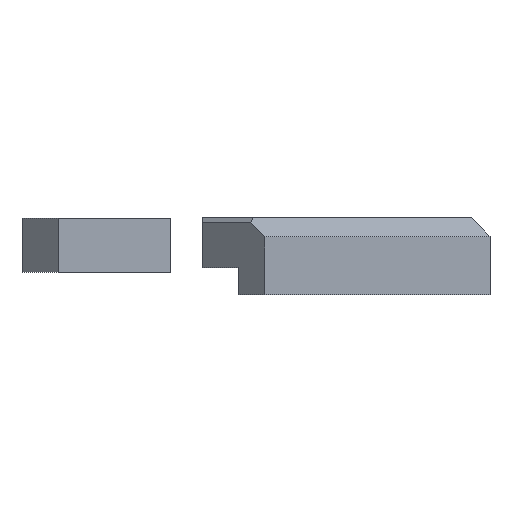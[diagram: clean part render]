
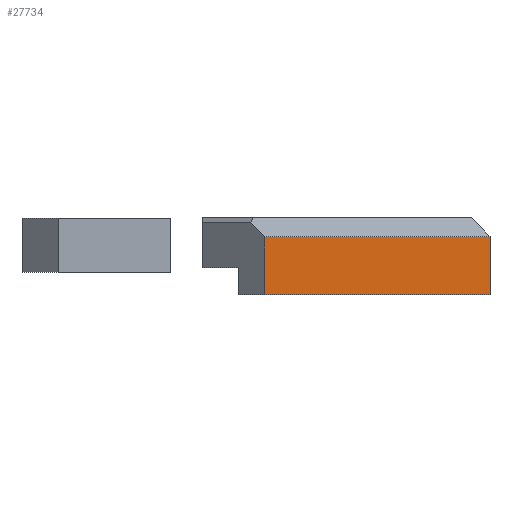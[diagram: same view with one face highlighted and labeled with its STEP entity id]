
A CAD part, left-side view. The second image highlights one B-rep face of the part: STEP entity #27734.
In plain terms, the highlighted planar face has unit normal (-1, 0, 0).
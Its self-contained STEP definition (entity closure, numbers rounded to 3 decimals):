
#27734 = ADVANCED_FACE('',(#27735),#27769,.F.);
#27735 = FACE_BOUND('',#27736,.F.);
#27736 = EDGE_LOOP('',(#27737,#27747,#27755,#27763));
#27737 = ORIENTED_EDGE('',*,*,#27738,.F.);
#27738 = EDGE_CURVE('',#27739,#27741,#27743,.T.);
#27739 = VERTEX_POINT('',#27740);
#27740 = CARTESIAN_POINT('',(-18.,0.,0.));
#27741 = VERTEX_POINT('',#27742);
#27742 = CARTESIAN_POINT('',(-18.,0.,6.429));
#27743 = LINE('',#27744,#27745);
#27744 = CARTESIAN_POINT('',(-18.,0.,0.));
#27745 = VECTOR('',#27746,1.);
#27746 = DIRECTION('',(0.,0.,1.));
#27747 = ORIENTED_EDGE('',*,*,#27748,.T.);
#27748 = EDGE_CURVE('',#27739,#27749,#27751,.T.);
#27749 = VERTEX_POINT('',#27750);
#27750 = CARTESIAN_POINT('',(-18.,25.,0.));
#27751 = LINE('',#27752,#27753);
#27752 = CARTESIAN_POINT('',(-18.,0.,0.));
#27753 = VECTOR('',#27754,1.);
#27754 = DIRECTION('',(0.,1.,0.));
#27755 = ORIENTED_EDGE('',*,*,#27756,.T.);
#27756 = EDGE_CURVE('',#27749,#27757,#27759,.T.);
#27757 = VERTEX_POINT('',#27758);
#27758 = CARTESIAN_POINT('',(-18.,25.,6.429));
#27759 = LINE('',#27760,#27761);
#27760 = CARTESIAN_POINT('',(-18.,25.,-1.));
#27761 = VECTOR('',#27762,1.);
#27762 = DIRECTION('',(0.,0.,1.));
#27763 = ORIENTED_EDGE('',*,*,#27764,.F.);
#27764 = EDGE_CURVE('',#27741,#27757,#27765,.T.);
#27765 = LINE('',#27766,#27767);
#27766 = CARTESIAN_POINT('',(-18.,-0.5,6.429));
#27767 = VECTOR('',#27768,1.);
#27768 = DIRECTION('',(0.,1.,0.));
#27769 = PLANE('',#27770);
#27770 = AXIS2_PLACEMENT_3D('',#27771,#27772,#27773);
#27771 = CARTESIAN_POINT('',(-18.,0.,0.));
#27772 = DIRECTION('',(1.,0.,0.));
#27773 = DIRECTION('',(0.,0.,1.));
